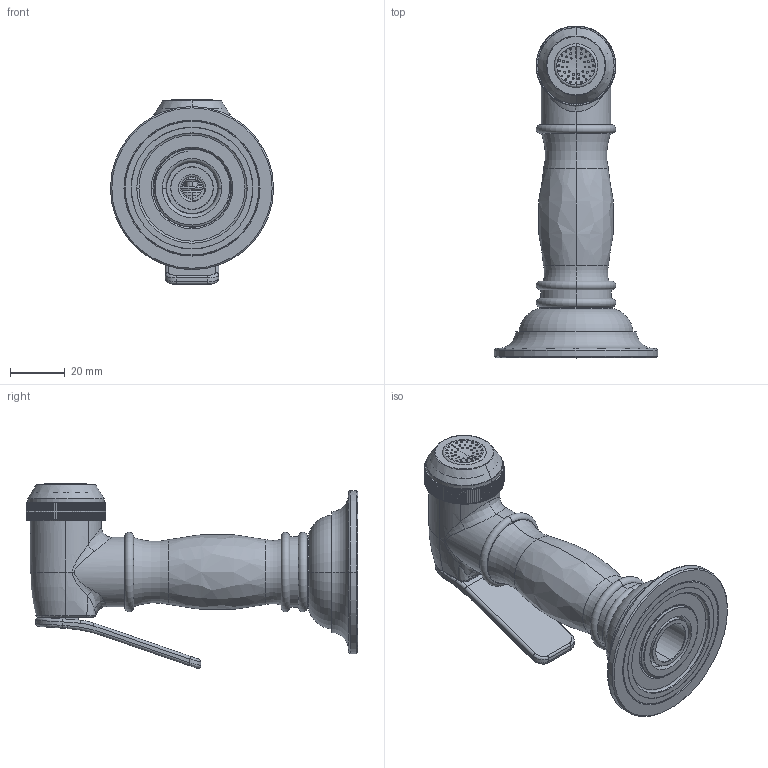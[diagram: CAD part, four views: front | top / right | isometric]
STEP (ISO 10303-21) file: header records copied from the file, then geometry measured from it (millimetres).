
FILE_DESCRIPTION((''),'2;1');
FILE_NAME('129_ASM','2014-07-23T',('ravindrashirol'),(''),'PRO/ENGINEER BY PARAMETRIC TECHNOLOGY CORPORATION, 2012230','PRO/ENGINEER BY PARAMETRIC TECHNOLOGY CORPORATION, 2012230','');
FILE_SCHEMA(('CONFIG_CONTROL_DESIGN'));
Length unit declared in the file: inch
Products named in the file (31): 12088_AF0; 91543; 91394_AF0; 2-853_AF0_ASM; 10698_AF0; 10800; SCREW_1-078; SEAT_1-078; O_RING_1-078; 1-078_ASM; 91224; 10804; 10806; 91021; 92080; 92079; 11830; 2-735_ASM; 10801; 10802; 10803; 91221; 10805; 2-119B_ASM; 10451; 91219; 91218; 50967_AF0; 50114_AF0; 91580; 129_ASM
Assembly tree (30 placements, depth 4):
  129_ASM
    2-853_AF0_ASM
      12088_AF0
      91543
      91394_AF0
    10698_AF0
    2-119B_ASM
      10800
      1-078_ASM
        SCREW_1-078
        SEAT_1-078
        O_RING_1-078
      91224
      10804
      10806
      91021
      2-735_ASM
        92080
        92079
        11830
      10801
      10802
      10803
      91221
      10805
    10451
    91219
    91218
    50967_AF0
    50114_AF0
    91580
Bounding box: 59.69 x 121.37 x 67.64 mm (x, y, z)
Volume: 75224.8 mm3; surface area: 71804.5 mm2
Topology: 25 solids, 50 shells, 1377 faces, 3790 edges, 2496 vertices
Faces by surface type: cylinder 575, plane 445, bspline 149, torus 112, cone 90, sphere 6
Entity records: 79351 total; most frequent: CARTESIAN_POINT 45172, ORIENTED_EDGE 7261, DIRECTION 6357, EDGE_CURVE 3782, VERTEX_POINT 2496, AXIS2_PLACEMENT_3D 2473, EDGE_LOOP 1600, VECTOR 1411
